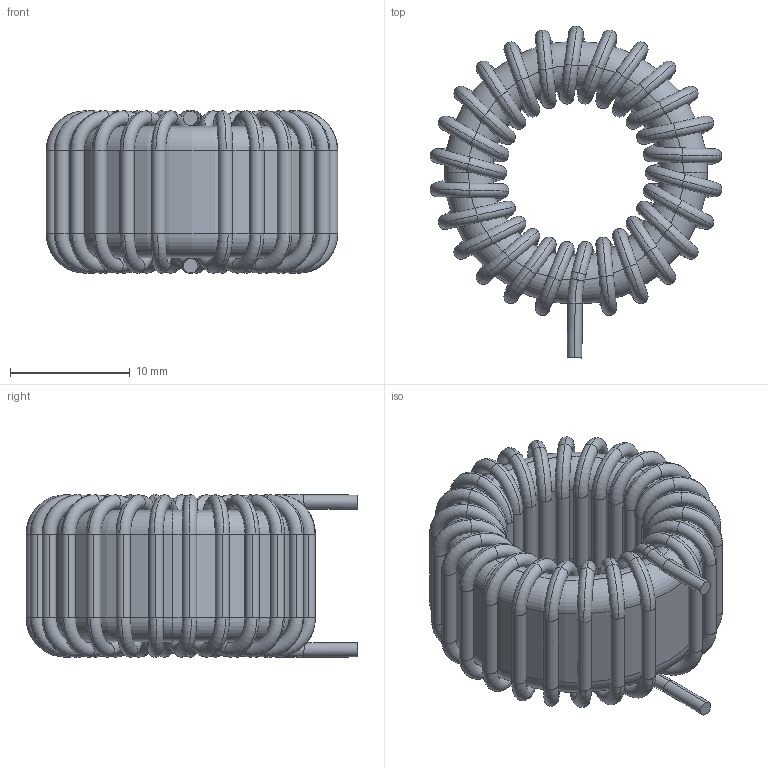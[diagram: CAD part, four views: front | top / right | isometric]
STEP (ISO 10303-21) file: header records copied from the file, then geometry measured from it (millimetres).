
FILE_DESCRIPTION (( 'STEP AP214' ), '1' );
FILE_NAME ('02.STEP', '2018-02-27T13:33:49', ( '' ), ( '' ), 'SwSTEP 2.0', 'SolidWorks 2017', '' );
FILE_SCHEMA (( 'AUTOMOTIVE_DESIGN' ));
Length unit declared in the file: millimetre
Products named in the file (5): 櫻蠉錪2; 櫻蠉錪1; 櫻蠉錪4; 櫻蠉錪3; 02
Assembly tree (54 placements, depth 2):
  02
    櫻蠉錪1
    櫻蠉錪3
    櫻蠉錪2  x50
    櫻蠉錪4  x2
Bounding box: 24.36 x 27.74 x 13.57 mm (x, y, z)
Volume: 3198.8 mm3; surface area: 4751.4 mm2
Topology: 104 solids, 104 shells, 536 faces, 874 edges, 544 vertices
Faces by surface type: torus 216, plane 206, cylinder 110, bspline 4
Entity records: 6933 total; most frequent: CARTESIAN_POINT 1368, DIRECTION 1166, ORIENTED_EDGE 724, AXIS2_PLACEMENT_3D 529, EDGE_CURVE 362, CIRCLE 242, VERTEX_POINT 236, EDGE_LOOP 232
